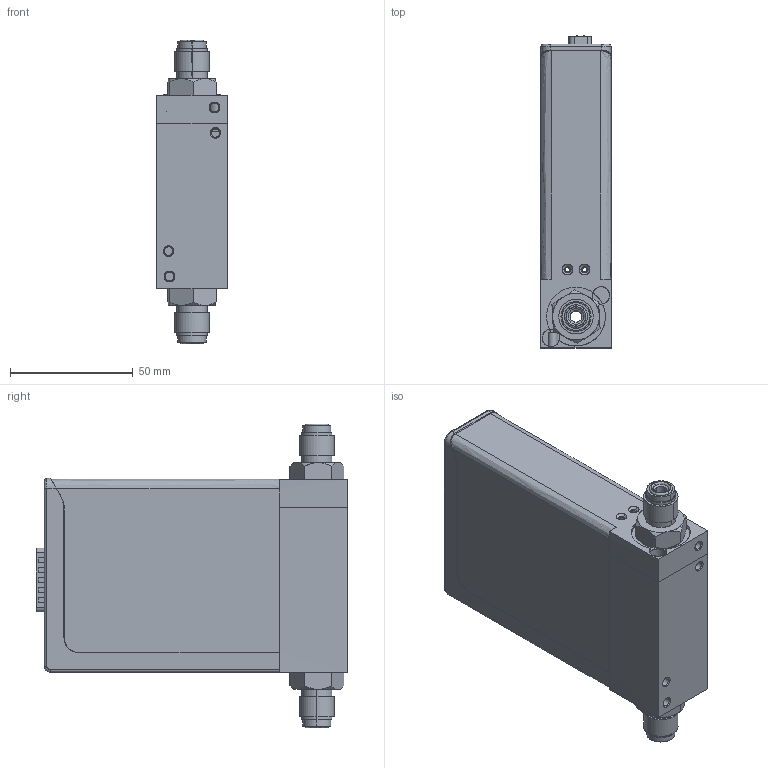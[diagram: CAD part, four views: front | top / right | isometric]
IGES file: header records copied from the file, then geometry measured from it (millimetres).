
Start section: SolidWorks IGES file using analytic representation for surfaces
Global section: file name: GF040-VX-S5.IGS; native system: SolidWorks 2012; preprocessor: SolidWorks 2012; author: CFehr; date: 141015.142725; units: inch
Bounding box: 28.57 x 127.2 x 123.95 mm (x, y, z)
Surface area: 40174.6 mm2 (no closed solid volume)
Topology: 0 solids, 0 shells, 442 faces, 4753 edges, 4749 vertices
Faces by surface type: bspline 259, revolution 183
